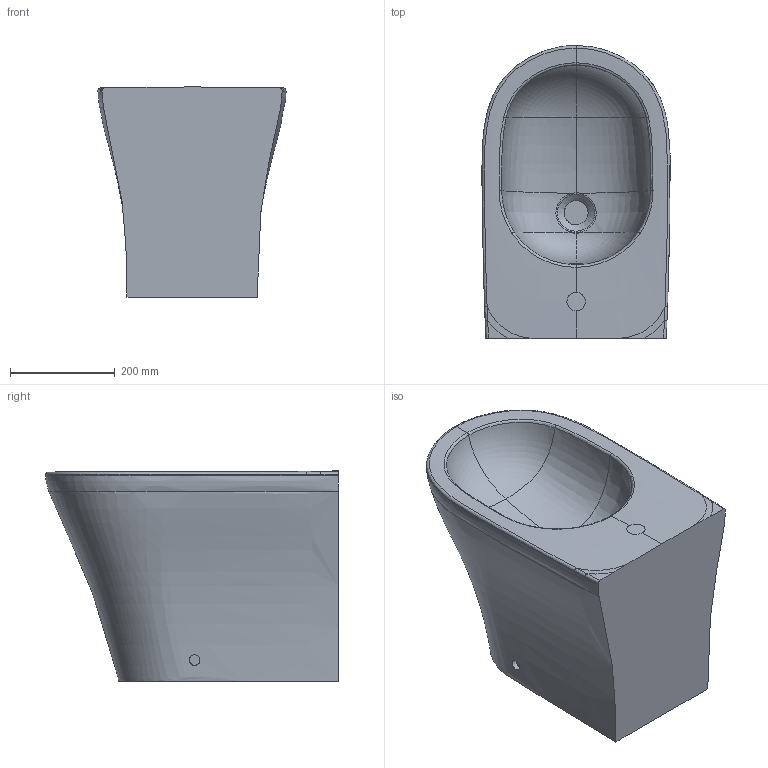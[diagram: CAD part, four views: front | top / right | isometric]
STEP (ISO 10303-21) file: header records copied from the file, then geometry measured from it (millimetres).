
FILE_DESCRIPTION(/* description */ (''),/* implementation_level */ '2;1');
FILE_NAME(/* name */ '03_PRT_B743300_O-novo_STBD_Kommunikationsmodell.stp',/* time_stamp */ '2025-05-15T12:57:11+02:00',/* author */ (''),/* organization */ (''),/* preprocessor_version */ 'ST-DEVELOPER v18.1',/* originating_system */ 'SIEMENS PLM Software NX 1973',/* authorisation */ '');
FILE_SCHEMA (('AUTOMOTIVE_DESIGN { 1 0 10303 214 3 1 1 1 }'));
Length unit declared in the file: millimetre
Products named in the file (1): Varg3AB05B84agts
Bounding box: 359.91 x 560 x 402 mm (x, y, z)
Volume: 44142283.5 mm3; surface area: 933462 mm2
Topology: 1 solids, 1 shells, 56 faces, 144 edges, 90 vertices
Faces by surface type: bspline 49, cylinder 3, extrusion 2, cone 1, plane 1
Full cylindrical faces by diameter (mm): 25 x1
Entity records: 16664 total; most frequent: CARTESIAN_POINT 15726, ORIENTED_EDGE 272, EDGE_CURVE 136, B_SPLINE_CURVE_WITH_KNOTS 120, VERTEX_POINT 88, EDGE_LOOP 62, ADVANCED_FACE 56, FACE_OUTER_BOUND 50
